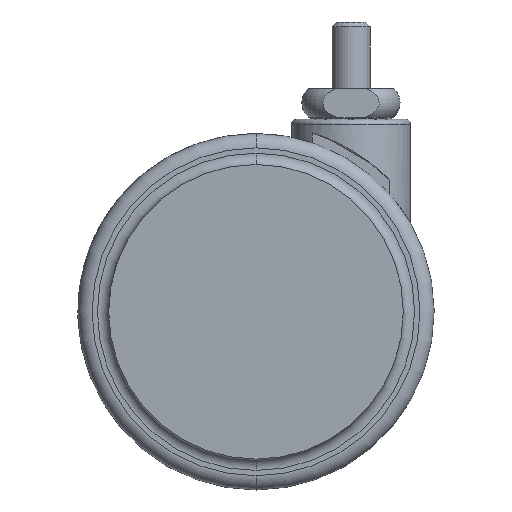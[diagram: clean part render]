
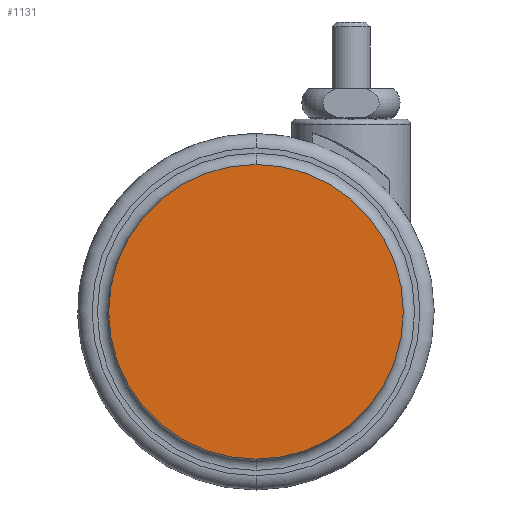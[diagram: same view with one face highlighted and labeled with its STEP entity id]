
A CAD part, front view. The second image highlights one B-rep face of the part: STEP entity #1131.
In plain terms, the highlighted planar face has unit normal (0, -1, 0).
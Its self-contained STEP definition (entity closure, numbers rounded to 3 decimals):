
#78 = EDGE_CURVE ( 'NONE', #3094, #739, #579, .T. ) ;
#226 = PLANE ( 'NONE',  #874 ) ;
#241 = CARTESIAN_POINT ( 'NONE',  ( -20., -23.5, -40.5 ) ) ;
#516 = CIRCLE ( 'NONE', #3242, 31. ) ;
#576 = FACE_OUTER_BOUND ( 'NONE', #3655, .T. ) ;
#579 = CIRCLE ( 'NONE', #2954, 31. ) ;
#734 = ORIENTED_EDGE ( 'NONE', *, *, #78, .T. ) ;
#739 = VERTEX_POINT ( 'NONE', #2233 ) ;
#859 = DIRECTION ( 'NONE',  ( 0., -1., 0. ) ) ;
#874 = AXIS2_PLACEMENT_3D ( 'NONE', #241, #859, #2987 ) ;
#967 = CARTESIAN_POINT ( 'NONE',  ( -20., -23.5, -40.5 ) ) ;
#1131 = ADVANCED_FACE ( 'NONE', ( #576 ), #226, .T. ) ;
#1267 = DIRECTION ( 'NONE',  ( 0., 0., -1. ) ) ;
#1405 = DIRECTION ( 'NONE',  ( 0., -1., 0. ) ) ;
#1469 = ORIENTED_EDGE ( 'NONE', *, *, #3627, .T. ) ;
#2233 = CARTESIAN_POINT ( 'NONE',  ( -20., -23.5, -9.5 ) ) ;
#2819 = CARTESIAN_POINT ( 'NONE',  ( -20., -23.5, -71.5 ) ) ;
#2954 = AXIS2_PLACEMENT_3D ( 'NONE', #967, #3100, #1267 ) ;
#2987 = DIRECTION ( 'NONE',  ( 0., 0., -1. ) ) ;
#3094 = VERTEX_POINT ( 'NONE', #2819 ) ;
#3100 = DIRECTION ( 'NONE',  ( 0., -1., 0. ) ) ;
#3238 = CARTESIAN_POINT ( 'NONE',  ( -20., -23.5, -40.5 ) ) ;
#3242 = AXIS2_PLACEMENT_3D ( 'NONE', #3238, #1405, #3544 ) ;
#3544 = DIRECTION ( 'NONE',  ( 0., 0., -1. ) ) ;
#3627 = EDGE_CURVE ( 'NONE', #739, #3094, #516, .T. ) ;
#3655 = EDGE_LOOP ( 'NONE', ( #734, #1469 ) ) ;
